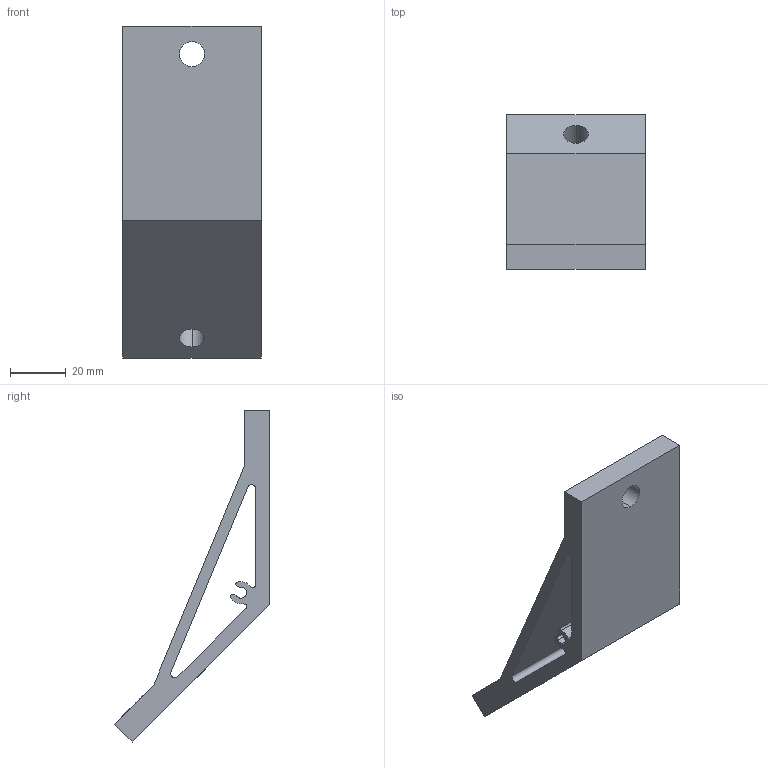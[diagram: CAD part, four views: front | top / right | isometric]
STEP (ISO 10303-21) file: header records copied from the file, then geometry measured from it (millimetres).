
FILE_DESCRIPTION (( 'STEP AP214' ), '1' );
FILE_NAME ('A794 Óãëîâîé àëþìèíèåâûé ñîåäèíèòåëü 135? 70õ70õ50, ïàç10.STEP', '2025-06-24T08:51:13', ( '' ), ( '' ), 'SwSTEP 2.0', 'SolidWorks 2025', '' );
FILE_SCHEMA (( 'AUTOMOTIVE_DESIGN' ));
Length unit declared in the file: millimetre
Products named in the file (1): A794 Угловой алюминиевый соединитель 135⁰ 70х70х50, паз10
Bounding box: 50 x 55.86 x 119.5 mm (x, y, z)
Volume: 61628.2 mm3; surface area: 25937 mm2
Topology: 1 solids, 1 shells, 35 faces, 99 edges, 66 vertices
Faces by surface type: cylinder 19, plane 16
Entity records: 1186 total; most frequent: DIRECTION 209, CARTESIAN_POINT 201, ORIENTED_EDGE 198, EDGE_CURVE 99, AXIS2_PLACEMENT_3D 74, VERTEX_POINT 66, VECTOR 61, LINE 61
